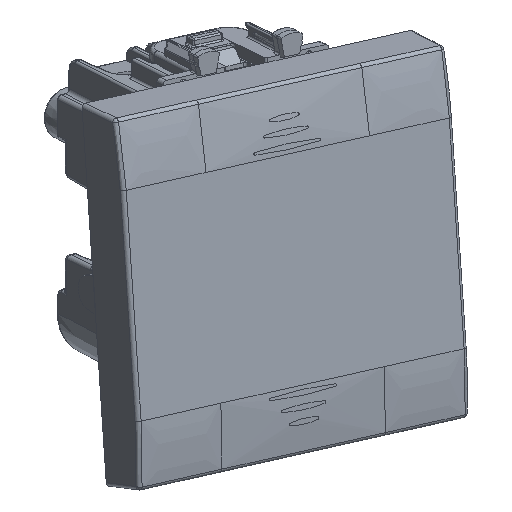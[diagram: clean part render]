
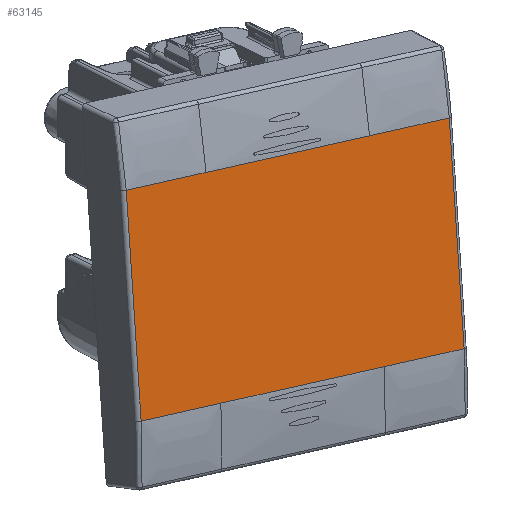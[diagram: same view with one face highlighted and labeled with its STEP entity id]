
A CAD part, top view. The second image highlights one B-rep face of the part: STEP entity #63145.
In plain terms, the highlighted face is planar.
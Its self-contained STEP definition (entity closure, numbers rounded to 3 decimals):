
#63074=CARTESIAN_POINT('Axis2P3D Location',(0.,0.,15.5)) ;
#63079=CARTESIAN_POINT('Line Origine',(-21.758,0.,15.5)) ;
#63083=CARTESIAN_POINT('Vertex',(-21.758,-13.441,15.5)) ;
#63085=CARTESIAN_POINT('Vertex',(-21.758,13.441,15.5)) ;
#63088=CARTESIAN_POINT('Line Origine',(-16.385,-13.441,15.5)) ;
#63092=CARTESIAN_POINT('Vertex',(-11.013,-13.441,15.5)) ;
#63095=CARTESIAN_POINT('Line Origine',(0.,-13.441,15.5)) ;
#63099=CARTESIAN_POINT('Vertex',(11.013,-13.441,15.5)) ;
#63102=CARTESIAN_POINT('Line Origine',(16.385,-13.441,15.5)) ;
#63106=CARTESIAN_POINT('Vertex',(21.758,-13.441,15.5)) ;
#63109=CARTESIAN_POINT('Line Origine',(21.758,0.,15.5)) ;
#63113=CARTESIAN_POINT('Vertex',(21.758,13.441,15.5)) ;
#63116=CARTESIAN_POINT('Line Origine',(16.385,13.441,15.5)) ;
#63120=CARTESIAN_POINT('Vertex',(11.013,13.441,15.5)) ;
#63123=CARTESIAN_POINT('Line Origine',(0.,13.441,15.5)) ;
#63127=CARTESIAN_POINT('Vertex',(-11.013,13.441,15.5)) ;
#63130=CARTESIAN_POINT('Line Origine',(-16.385,13.441,15.5)) ;
#63075=DIRECTION('Axis2P3D Direction',(0.,0.,-1.)) ;
#63076=DIRECTION('Axis2P3D XDirection',(0.,-1.,0.)) ;
#63080=DIRECTION('Vector Direction',(0.,-1.,0.)) ;
#63089=DIRECTION('Vector Direction',(1.,0.,0.)) ;
#63096=DIRECTION('Vector Direction',(-1.,0.,0.)) ;
#63103=DIRECTION('Vector Direction',(1.,0.,0.)) ;
#63110=DIRECTION('Vector Direction',(0.,-1.,0.)) ;
#63117=DIRECTION('Vector Direction',(1.,0.,0.)) ;
#63124=DIRECTION('Vector Direction',(-1.,0.,0.)) ;
#63131=DIRECTION('Vector Direction',(1.,0.,0.)) ;
#63077=AXIS2_PLACEMENT_3D('Plane Axis2P3D',#63074,#63075,#63076) ;
#63136=ORIENTED_EDGE('',*,*,#63087,.F.) ;
#63137=ORIENTED_EDGE('',*,*,#63094,.F.) ;
#63138=ORIENTED_EDGE('',*,*,#63101,.F.) ;
#63139=ORIENTED_EDGE('',*,*,#63108,.T.) ;
#63140=ORIENTED_EDGE('',*,*,#63115,.F.) ;
#63141=ORIENTED_EDGE('',*,*,#63122,.F.) ;
#63142=ORIENTED_EDGE('',*,*,#63129,.F.) ;
#63143=ORIENTED_EDGE('',*,*,#63134,.T.) ;
#63081=VECTOR('Line Direction',#63080,1.) ;
#63090=VECTOR('Line Direction',#63089,1.) ;
#63097=VECTOR('Line Direction',#63096,1.) ;
#63104=VECTOR('Line Direction',#63103,1.) ;
#63111=VECTOR('Line Direction',#63110,1.) ;
#63118=VECTOR('Line Direction',#63117,1.) ;
#63125=VECTOR('Line Direction',#63124,1.) ;
#63132=VECTOR('Line Direction',#63131,1.) ;
#63145=ADVANCED_FACE('PartBody',(#63144),#63078,.F.) ;
#63087=EDGE_CURVE('',#63084,#63086,#63082,.F.) ;
#63094=EDGE_CURVE('',#63093,#63084,#63091,.F.) ;
#63101=EDGE_CURVE('',#63100,#63093,#63098,.T.) ;
#63108=EDGE_CURVE('',#63100,#63107,#63105,.T.) ;
#63115=EDGE_CURVE('',#63114,#63107,#63112,.T.) ;
#63122=EDGE_CURVE('',#63121,#63114,#63119,.T.) ;
#63129=EDGE_CURVE('',#63128,#63121,#63126,.F.) ;
#63134=EDGE_CURVE('',#63128,#63086,#63133,.F.) ;
#63135=EDGE_LOOP('',(#63136,#63137,#63138,#63139,#63140,#63141,#63142,#63143)) ;
#63144=FACE_OUTER_BOUND('',#63135,.T.) ;
#63082=LINE('Line',#63079,#63081) ;
#63091=LINE('Line',#63088,#63090) ;
#63098=LINE('Line',#63095,#63097) ;
#63105=LINE('Line',#63102,#63104) ;
#63112=LINE('Line',#63109,#63111) ;
#63119=LINE('Line',#63116,#63118) ;
#63126=LINE('Line',#63123,#63125) ;
#63133=LINE('Line',#63130,#63132) ;
#63078=PLANE('',#63077) ;
#63084=VERTEX_POINT('',#63083) ;
#63086=VERTEX_POINT('',#63085) ;
#63093=VERTEX_POINT('',#63092) ;
#63100=VERTEX_POINT('',#63099) ;
#63107=VERTEX_POINT('',#63106) ;
#63114=VERTEX_POINT('',#63113) ;
#63121=VERTEX_POINT('',#63120) ;
#63128=VERTEX_POINT('',#63127) ;
